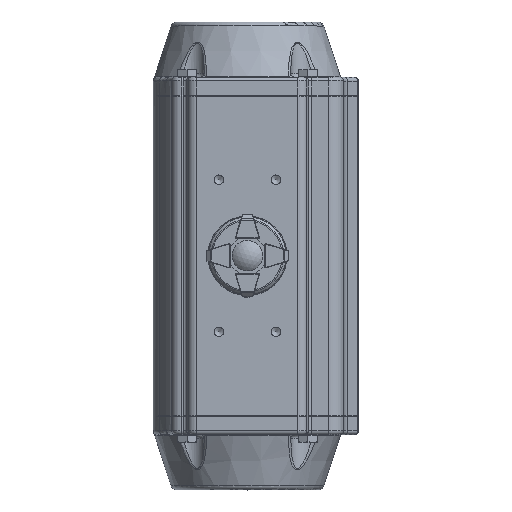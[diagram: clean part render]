
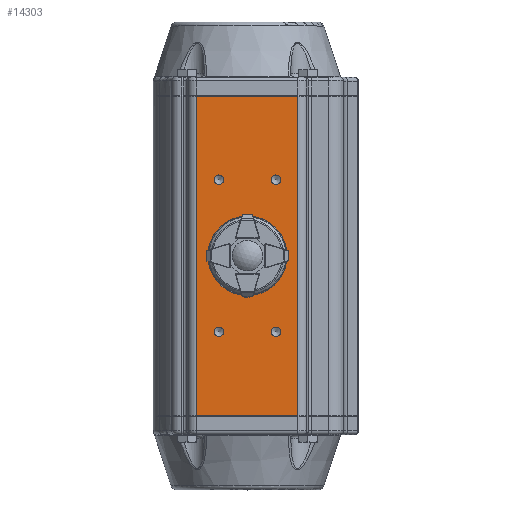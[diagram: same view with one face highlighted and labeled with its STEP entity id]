
A CAD part, top view. The second image highlights one B-rep face of the part: STEP entity #14303.
In plain terms, the highlighted face is planar.
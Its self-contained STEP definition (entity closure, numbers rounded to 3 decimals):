
#1514=CIRCLE('',#16446,2.5);
#1516=CIRCLE('',#16450,2.5);
#1518=CIRCLE('',#16454,2.5);
#1520=CIRCLE('',#16458,2.5);
#1540=CIRCLE('',#16496,17.3);
#5605=ORIENTED_EDGE('',*,*,#7819,.F.);
#5606=ORIENTED_EDGE('',*,*,#7872,.T.);
#5607=ORIENTED_EDGE('',*,*,#7821,.T.);
#5608=ORIENTED_EDGE('',*,*,#7873,.T.);
#5609=ORIENTED_EDGE('',*,*,#7054,.F.);
#5610=ORIENTED_EDGE('',*,*,#7052,.F.);
#5611=ORIENTED_EDGE('',*,*,#7050,.F.);
#5612=ORIENTED_EDGE('',*,*,#7048,.F.);
#5613=ORIENTED_EDGE('',*,*,#7074,.T.);
#7048=EDGE_CURVE('',#8717,#8717,#1514,.T.);
#7050=EDGE_CURVE('',#8720,#8720,#1516,.T.);
#7052=EDGE_CURVE('',#8723,#8723,#1518,.T.);
#7054=EDGE_CURVE('',#8726,#8726,#1520,.T.);
#7074=EDGE_CURVE('',#8754,#8754,#1540,.T.);
#7819=EDGE_CURVE('',#9240,#9241,#10010,.T.);
#7821=EDGE_CURVE('',#9242,#9243,#10011,.T.);
#7872=EDGE_CURVE('',#9240,#9242,#10060,.T.);
#7873=EDGE_CURVE('',#9243,#9241,#10061,.T.);
#8717=VERTEX_POINT('',#26250);
#8720=VERTEX_POINT('',#26257);
#8723=VERTEX_POINT('',#26264);
#8726=VERTEX_POINT('',#26271);
#8754=VERTEX_POINT('',#26337);
#9240=VERTEX_POINT('',#32572);
#9241=VERTEX_POINT('',#32574);
#9242=VERTEX_POINT('',#32578);
#9243=VERTEX_POINT('',#32579);
#10010=LINE('',#32573,#10852);
#10011=LINE('',#32577,#10853);
#10060=LINE('',#32682,#10902);
#10061=LINE('',#32683,#10903);
#10852=VECTOR('',#20824,1000.);
#10853=VECTOR('',#20829,1000.);
#10902=VECTOR('',#20922,1000.);
#10903=VECTOR('',#20923,1000.);
#11970=EDGE_LOOP('',(#5605,#5606,#5607,#5608));
#11971=EDGE_LOOP('',(#5609));
#11972=EDGE_LOOP('',(#5610));
#11973=EDGE_LOOP('',(#5611));
#11974=EDGE_LOOP('',(#5612));
#11975=EDGE_LOOP('',(#5613));
#13078=FACE_BOUND('',#11970,.T.);
#13079=FACE_BOUND('',#11971,.T.);
#13080=FACE_BOUND('',#11972,.T.);
#13081=FACE_BOUND('',#11973,.T.);
#13082=FACE_BOUND('',#11974,.T.);
#13083=FACE_BOUND('',#11975,.T.);
#13452=PLANE('',#17093);
#14303=ADVANCED_FACE('',(#13078,#13079,#13080,#13081,#13082,#13083),#13452,
 .F.);
#16446=AXIS2_PLACEMENT_3D('',#26249,#19324,#19325);
#16450=AXIS2_PLACEMENT_3D('',#26256,#19332,#19333);
#16454=AXIS2_PLACEMENT_3D('',#26263,#19340,#19341);
#16458=AXIS2_PLACEMENT_3D('',#26270,#19348,#19349);
#16496=AXIS2_PLACEMENT_3D('',#26336,#19424,#19425);
#17093=AXIS2_PLACEMENT_3D('',#32681,#20920,#20921);
#19324=DIRECTION('',(0.,1.,0.));
#19325=DIRECTION('',(0.,0.,1.));
#19332=DIRECTION('',(0.,1.,0.));
#19333=DIRECTION('',(0.,0.,1.));
#19340=DIRECTION('',(0.,1.,0.));
#19341=DIRECTION('',(0.,0.,1.));
#19348=DIRECTION('',(0.,1.,0.));
#19349=DIRECTION('',(0.,0.,1.));
#19424=DIRECTION('',(0.,-1.,0.));
#19425=DIRECTION('',(-1.,0.,0.));
#20824=DIRECTION('',(0.,0.,-1.));
#20829=DIRECTION('',(0.,0.,-1.));
#20920=DIRECTION('',(0.,-1.,0.));
#20921=DIRECTION('',(-1.,0.,0.));
#20922=DIRECTION('',(1.,0.,0.));
#20923=DIRECTION('',(-1.,0.,0.));
#26249=CARTESIAN_POINT('',(15.,58.,40.));
#26250=CARTESIAN_POINT('',(15.,58.,42.5));
#26256=CARTESIAN_POINT('',(-15.,58.,40.));
#26257=CARTESIAN_POINT('',(-15.,58.,42.5));
#26263=CARTESIAN_POINT('',(15.,58.,-40.));
#26264=CARTESIAN_POINT('',(15.,58.,-37.5));
#26270=CARTESIAN_POINT('',(-15.,58.,-40.));
#26271=CARTESIAN_POINT('',(-15.,58.,-37.5));
#26336=CARTESIAN_POINT('',(0.,58.,0.));
#26337=CARTESIAN_POINT('',(-17.3,58.,0.));
#32572=CARTESIAN_POINT('',(-26.566,58.,84.));
#32573=CARTESIAN_POINT('',(-26.566,58.,84.5));
#32574=CARTESIAN_POINT('',(-26.566,58.,-84.));
#32577=CARTESIAN_POINT('',(26.566,58.,84.5));
#32578=CARTESIAN_POINT('',(26.566,58.,84.));
#32579=CARTESIAN_POINT('',(26.566,58.,-84.));
#32681=CARTESIAN_POINT('',(26.566,58.,84.5));
#32682=CARTESIAN_POINT('',(26.566,58.,84.));
#32683=CARTESIAN_POINT('',(26.566,58.,-84.));
